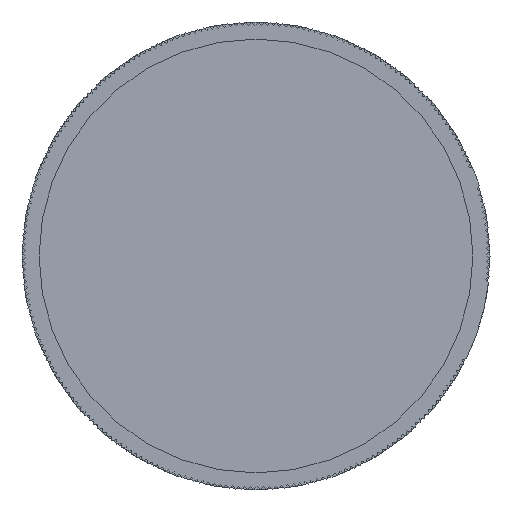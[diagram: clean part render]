
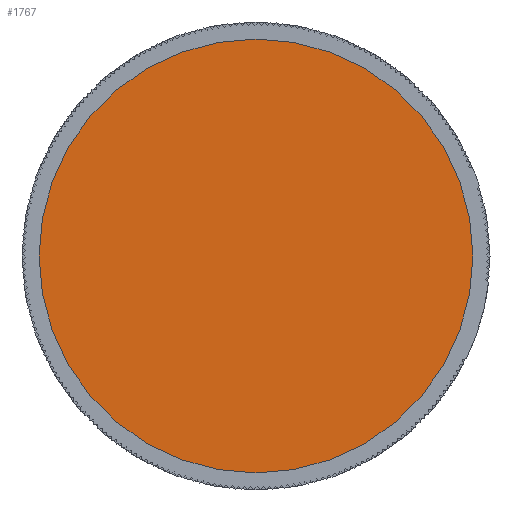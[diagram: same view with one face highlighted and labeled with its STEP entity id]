
A CAD part, front view. The second image highlights one B-rep face of the part: STEP entity #1767.
In plain terms, the highlighted planar face has unit normal (0, -1, 0).
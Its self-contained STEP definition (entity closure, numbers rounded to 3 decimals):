
#1767=ADVANCED_FACE('NONE',(#3832),#3833,.T.);
#3832=FACE_OUTER_BOUND('',#6210,.T.);
#3833=PLANE('',#6211);
#6210=EDGE_LOOP('',(#14041,#14042));
#6211=AXIS2_PLACEMENT_3D('',#14043,#14044,#14045);
#14041=ORIENTED_EDGE('',*,*,#19249,.T.);
#14042=ORIENTED_EDGE('',*,*,#17150,.T.);
#14043=CARTESIAN_POINT('',(26.,12.0,2.949));
#14044=DIRECTION('',(0.0,-1.0,0.0));
#14045=DIRECTION('',(0.0,0.0,-1.0));
#17150=EDGE_CURVE('NONE',#20117,#20118,#20119,.T.);
#19249=EDGE_CURVE('NONE',#20118,#20117,#23354,.T.);
#20117=VERTEX_POINT('NONE',#24530);
#20118=VERTEX_POINT('NONE',#24531);
#20119=CIRCLE('',#24532,24.1);
#23354=CIRCLE('',#30276,24.1);
#24530=CARTESIAN_POINT('',(50.1,12.0,25.999));
#24531=CARTESIAN_POINT('',(1.9,12.0,25.999));
#24532=AXIS2_PLACEMENT_3D('',#33813,#33814,#33815);
#30276=AXIS2_PLACEMENT_3D('',#35383,#35384,#35385);
#33813=CARTESIAN_POINT('',(26.,12.0,25.999));
#33814=DIRECTION('',(0.0,-1.0,0.0));
#33815=DIRECTION('',(-1.0,0.0,0.0));
#35383=CARTESIAN_POINT('',(26.,12.0,25.999));
#35384=DIRECTION('',(0.0,-1.0,0.0));
#35385=DIRECTION('',(-1.0,0.0,0.0));
